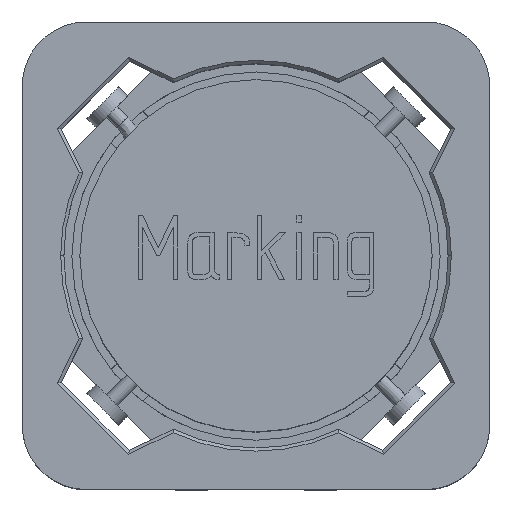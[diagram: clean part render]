
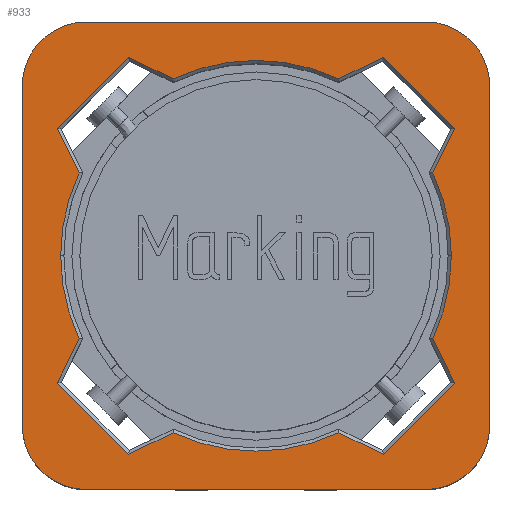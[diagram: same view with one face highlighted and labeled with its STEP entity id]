
A CAD part, top view. The second image highlights one B-rep face of the part: STEP entity #933.
In plain terms, the highlighted planar face has unit normal (0, 0, 1).
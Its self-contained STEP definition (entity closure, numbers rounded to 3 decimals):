
#933=ADVANCED_FACE('',(#2143,#2144),#2145,.T.);
#2143=FACE_OUTER_BOUND('',#8744,.T.);
#2144=FACE_BOUND('',#8745,.T.);
#2145=PLANE('',#8746);
#8744=EDGE_LOOP('',(#11281,#11282,#11283,#11284,#11285,#11286,#11287,#11288));
#8745=EDGE_LOOP('',(#11289,#11290,#11291,#11292,#11293,#11294,#11295,#11296,#11297,#11298,#11299,#11300,#11301,#11302,#11303,#11304,#11305,#11306));
#8746=AXIS2_PLACEMENT_3D('',#11307,#11308,#11309);
#11281=ORIENTED_EDGE('',*,*,#13216,.T.);
#11282=ORIENTED_EDGE('',*,*,#13217,.T.);
#11283=ORIENTED_EDGE('',*,*,#13204,.T.);
#11284=ORIENTED_EDGE('',*,*,#13218,.T.);
#11285=ORIENTED_EDGE('',*,*,#13212,.T.);
#11286=ORIENTED_EDGE('',*,*,#13214,.T.);
#11287=ORIENTED_EDGE('',*,*,#13219,.T.);
#11288=ORIENTED_EDGE('',*,*,#13220,.T.);
#11289=ORIENTED_EDGE('',*,*,#13173,.T.);
#11290=ORIENTED_EDGE('',*,*,#13167,.T.);
#11291=ORIENTED_EDGE('',*,*,#13161,.T.);
#11292=ORIENTED_EDGE('',*,*,#13159,.T.);
#11293=ORIENTED_EDGE('',*,*,#13059,.T.);
#11294=ORIENTED_EDGE('',*,*,#13169,.T.);
#11295=ORIENTED_EDGE('',*,*,#13180,.T.);
#11296=ORIENTED_EDGE('',*,*,#13182,.T.);
#11297=ORIENTED_EDGE('',*,*,#13157,.T.);
#11298=ORIENTED_EDGE('',*,*,#13154,.T.);
#11299=ORIENTED_EDGE('',*,*,#13192,.T.);
#11300=ORIENTED_EDGE('',*,*,#13194,.T.);
#11301=ORIENTED_EDGE('',*,*,#13053,.T.);
#11302=ORIENTED_EDGE('',*,*,#13190,.T.);
#11303=ORIENTED_EDGE('',*,*,#13189,.T.);
#11304=ORIENTED_EDGE('',*,*,#13186,.T.);
#11305=ORIENTED_EDGE('',*,*,#13178,.T.);
#11306=ORIENTED_EDGE('',*,*,#13175,.T.);
#11307=CARTESIAN_POINT('',(-3.65,-3.65,3.6));
#11308=DIRECTION('',(0.0,0.0,1.0));
#11309=DIRECTION('',(1.0,0.0,0.0));
#13053=EDGE_CURVE('',#14318,#14315,#14319,.F.);
#13059=EDGE_CURVE('',#14324,#14328,#14330,.F.);
#13154=EDGE_CURVE('',#14504,#14502,#14505,.T.);
#13157=EDGE_CURVE('',#14508,#14504,#14509,.F.);
#13159=EDGE_CURVE('',#14511,#14324,#14512,.F.);
#13161=EDGE_CURVE('',#14514,#14511,#14515,.T.);
#13167=EDGE_CURVE('',#14519,#14514,#14523,.T.);
#13169=EDGE_CURVE('',#14328,#14525,#14527,.T.);
#13173=EDGE_CURVE('',#14529,#14519,#14532,.T.);
#13175=EDGE_CURVE('',#14533,#14529,#14535,.F.);
#13178=EDGE_CURVE('',#14536,#14533,#14540,.T.);
#13180=EDGE_CURVE('',#14525,#14542,#14544,.T.);
#13182=EDGE_CURVE('',#14542,#14508,#14546,.T.);
#13186=EDGE_CURVE('',#14548,#14536,#14552,.T.);
#13189=EDGE_CURVE('',#14553,#14548,#14556,.T.);
#13190=EDGE_CURVE('',#14315,#14553,#14557,.F.);
#13192=EDGE_CURVE('',#14502,#14559,#14561,.T.);
#13194=EDGE_CURVE('',#14559,#14318,#14563,.T.);
#13204=EDGE_CURVE('',#14575,#14573,#14576,.T.);
#13212=EDGE_CURVE('',#14588,#14586,#14589,.T.);
#13214=EDGE_CURVE('',#14586,#14591,#14592,.T.);
#13216=EDGE_CURVE('',#14594,#14595,#14596,.T.);
#13217=EDGE_CURVE('',#14595,#14575,#14597,.T.);
#13218=EDGE_CURVE('',#14573,#14588,#14598,.T.);
#13219=EDGE_CURVE('',#14591,#14599,#14600,.T.);
#13220=EDGE_CURVE('',#14599,#14594,#14601,.T.);
#14315=VERTEX_POINT('',#17778);
#14318=VERTEX_POINT('',#17782);
#14319=CIRCLE('',#17783,3.05);
#14324=VERTEX_POINT('',#17791);
#14328=VERTEX_POINT('',#17796);
#14330=CIRCLE('',#17801,3.05);
#14502=VERTEX_POINT('',#18053);
#14504=VERTEX_POINT('',#18056);
#14505=LINE('',#18057,#18058);
#14508=VERTEX_POINT('',#18065);
#14509=CIRCLE('',#18066,3.05);
#14511=VERTEX_POINT('',#18071);
#14512=CIRCLE('',#18072,3.05);
#14514=VERTEX_POINT('',#18077);
#14515=LINE('',#18078,#18079);
#14519=VERTEX_POINT('',#18086);
#14523=LINE('',#18092,#18093);
#14525=VERTEX_POINT('',#18095);
#14527=LINE('',#18098,#18099);
#14529=VERTEX_POINT('',#18102);
#14532=LINE('',#18109,#18110);
#14533=VERTEX_POINT('',#18111);
#14535=CIRCLE('',#18116,3.05);
#14536=VERTEX_POINT('',#18117);
#14540=LINE('',#18123,#18124);
#14542=VERTEX_POINT('',#18126);
#14544=LINE('',#18129,#18130);
#14546=LINE('',#18133,#18134);
#14548=VERTEX_POINT('',#18137);
#14552=LINE('',#18143,#18144);
#14553=VERTEX_POINT('',#18145);
#14556=LINE('',#18152,#18153);
#14557=CIRCLE('',#18154,3.05);
#14559=VERTEX_POINT('',#18156);
#14561=LINE('',#18159,#18160);
#14563=LINE('',#18163,#18164);
#14573=VERTEX_POINT('',#18182);
#14575=VERTEX_POINT('',#18185);
#14576=LINE('',#18186,#18187);
#14586=VERTEX_POINT('',#18202);
#14588=VERTEX_POINT('',#18205);
#14589=LINE('',#18206,#18207);
#14591=VERTEX_POINT('',#18210);
#14592=CIRCLE('',#18211,1.0);
#14594=VERTEX_POINT('',#18214);
#14595=VERTEX_POINT('',#18215);
#14596=LINE('',#18216,#18217);
#14597=CIRCLE('',#18218,1.0);
#14598=CIRCLE('',#18219,1.0);
#14599=VERTEX_POINT('',#18220);
#14600=LINE('',#18221,#18222);
#14601=CIRCLE('',#18223,1.0);
#17778=CARTESIAN_POINT('',(3.05,0.,3.6));
#17782=CARTESIAN_POINT('',(2.763,1.293,3.6));
#17783=AXIS2_PLACEMENT_3D('',#18835,#18836,#18837);
#17791=CARTESIAN_POINT('',(-3.05,0.,3.6));
#17796=CARTESIAN_POINT('',(-2.763,1.293,3.6));
#17801=AXIS2_PLACEMENT_3D('',#18845,#18846,#18847);
#18053=CARTESIAN_POINT('',(1.988,3.099,3.6));
#18056=CARTESIAN_POINT('',(1.293,2.763,3.6));
#18057=CARTESIAN_POINT('',(1.956,3.084,3.6));
#18058=VECTOR('',#18968,1000.0);
#18065=CARTESIAN_POINT('',(-1.293,2.763,3.6));
#18066=AXIS2_PLACEMENT_3D('',#18970,#18971,#18972);
#18071=CARTESIAN_POINT('',(-2.763,-1.293,3.6));
#18072=AXIS2_PLACEMENT_3D('',#18973,#18974,#18975);
#18077=CARTESIAN_POINT('',(-3.099,-1.988,3.6));
#18078=CARTESIAN_POINT('',(-2.752,-1.271,3.6));
#18079=VECTOR('',#18976,1000.0);
#18086=CARTESIAN_POINT('',(-1.988,-3.099,3.6));
#18092=CARTESIAN_POINT('',(-3.074,-2.014,3.6));
#18093=VECTOR('',#18982,1000.0);
#18095=CARTESIAN_POINT('',(-3.099,1.988,3.6));
#18098=CARTESIAN_POINT('',(-3.084,1.956,3.6));
#18099=VECTOR('',#18984,1000.0);
#18102=CARTESIAN_POINT('',(-1.293,-2.763,3.6));
#18109=CARTESIAN_POINT('',(-1.956,-3.084,3.6));
#18110=VECTOR('',#18987,1000.0);
#18111=CARTESIAN_POINT('',(1.293,-2.763,3.6));
#18116=AXIS2_PLACEMENT_3D('',#18988,#18989,#18990);
#18117=CARTESIAN_POINT('',(1.988,-3.099,3.6));
#18123=CARTESIAN_POINT('',(1.271,-2.752,3.6));
#18124=VECTOR('',#18993,1000.0);
#18126=CARTESIAN_POINT('',(-1.988,3.099,3.6));
#18129=CARTESIAN_POINT('',(-2.014,3.074,3.6));
#18130=VECTOR('',#18995,1000.0);
#18133=CARTESIAN_POINT('',(-1.271,2.752,3.6));
#18134=VECTOR('',#18997,1000.0);
#18137=CARTESIAN_POINT('',(3.099,-1.988,3.6));
#18143=CARTESIAN_POINT('',(2.014,-3.074,3.6));
#18144=VECTOR('',#19001,1000.0);
#18145=CARTESIAN_POINT('',(2.763,-1.293,3.6));
#18152=CARTESIAN_POINT('',(3.084,-1.956,3.6));
#18153=VECTOR('',#19003,1000.0);
#18154=AXIS2_PLACEMENT_3D('',#19004,#19005,#19006);
#18156=CARTESIAN_POINT('',(3.099,1.988,3.6));
#18159=CARTESIAN_POINT('',(3.074,2.014,3.6));
#18160=VECTOR('',#19008,1000.0);
#18163=CARTESIAN_POINT('',(2.752,1.271,3.6));
#18164=VECTOR('',#19010,1000.0);
#18182=CARTESIAN_POINT('',(2.65,-3.65,3.6));
#18185=CARTESIAN_POINT('',(-2.65,-3.65,3.6));
#18186=CARTESIAN_POINT('',(-3.65,-3.65,3.6));
#18187=VECTOR('',#19020,1000.0);
#18202=CARTESIAN_POINT('',(3.65,2.65,3.6));
#18205=CARTESIAN_POINT('',(3.65,-2.65,3.6));
#18206=CARTESIAN_POINT('',(3.65,-3.65,3.6));
#18207=VECTOR('',#19030,1000.0);
#18210=CARTESIAN_POINT('',(2.65,3.65,3.6));
#18211=AXIS2_PLACEMENT_3D('',#19032,#19033,#19034);
#18214=CARTESIAN_POINT('',(-3.65,2.65,3.6));
#18215=CARTESIAN_POINT('',(-3.65,-2.65,3.6));
#18216=CARTESIAN_POINT('',(-3.65,3.65,3.6));
#18217=VECTOR('',#19036,1000.0);
#18218=AXIS2_PLACEMENT_3D('',#19037,#19038,#19039);
#18219=AXIS2_PLACEMENT_3D('',#19040,#19041,#19042);
#18220=CARTESIAN_POINT('',(-2.65,3.65,3.6));
#18221=CARTESIAN_POINT('',(3.65,3.65,3.6));
#18222=VECTOR('',#19043,1000.0);
#18223=AXIS2_PLACEMENT_3D('',#19044,#19045,#19046);
#18835=CARTESIAN_POINT('',(0.,0.,3.6));
#18836=DIRECTION('',(0.0,0.0,1.0));
#18837=DIRECTION('',(1.0,0.0,0.0));
#18845=CARTESIAN_POINT('',(0.,0.,3.6));
#18846=DIRECTION('',(0.0,0.0,1.0));
#18847=DIRECTION('',(1.0,0.0,0.0));
#18968=DIRECTION('',(0.9,0.436,0.0));
#18970=CARTESIAN_POINT('',(0.,0.,3.6));
#18971=DIRECTION('',(0.0,0.0,1.0));
#18972=DIRECTION('',(1.0,0.0,0.0));
#18973=CARTESIAN_POINT('',(0.,0.,3.6));
#18974=DIRECTION('',(0.0,0.0,1.0));
#18975=DIRECTION('',(1.0,0.0,0.0));
#18976=DIRECTION('',(0.436,0.9,0.0));
#18982=DIRECTION('',(-0.707,0.707,0.0));
#18984=DIRECTION('',(-0.436,0.9,0.0));
#18987=DIRECTION('',(-0.9,-0.436,0.0));
#18988=CARTESIAN_POINT('',(0.,0.,3.6));
#18989=DIRECTION('',(0.0,0.0,1.0));
#18990=DIRECTION('',(1.0,0.0,0.0));
#18993=DIRECTION('',(-0.9,0.436,0.0));
#18995=DIRECTION('',(0.707,0.707,0.0));
#18997=DIRECTION('',(0.9,-0.436,0.0));
#19001=DIRECTION('',(-0.707,-0.707,0.0));
#19003=DIRECTION('',(0.436,-0.9,0.0));
#19004=CARTESIAN_POINT('',(0.,0.,3.6));
#19005=DIRECTION('',(0.0,0.0,1.0));
#19006=DIRECTION('',(1.0,0.0,0.0));
#19008=DIRECTION('',(0.707,-0.707,0.0));
#19010=DIRECTION('',(-0.436,-0.9,0.0));
#19020=DIRECTION('',(1.0,0.,0.0));
#19030=DIRECTION('',(0.0,1.0,0.0));
#19032=CARTESIAN_POINT('',(2.65,2.65,3.6));
#19033=DIRECTION('',(0.0,0.0,1.0));
#19034=DIRECTION('',(1.0,0.0,0.0));
#19036=DIRECTION('',(0.,-1.0,0.0));
#19037=CARTESIAN_POINT('',(-2.65,-2.65,3.6));
#19038=DIRECTION('',(0.0,0.0,1.0));
#19039=DIRECTION('',(1.0,0.0,0.0));
#19040=CARTESIAN_POINT('',(2.65,-2.65,3.6));
#19041=DIRECTION('',(0.0,0.0,1.0));
#19042=DIRECTION('',(1.0,0.0,0.0));
#19043=DIRECTION('',(-1.0,0.,0.0));
#19044=CARTESIAN_POINT('',(-2.65,2.65,3.6));
#19045=DIRECTION('',(0.0,0.0,1.0));
#19046=DIRECTION('',(1.0,0.0,0.0));
